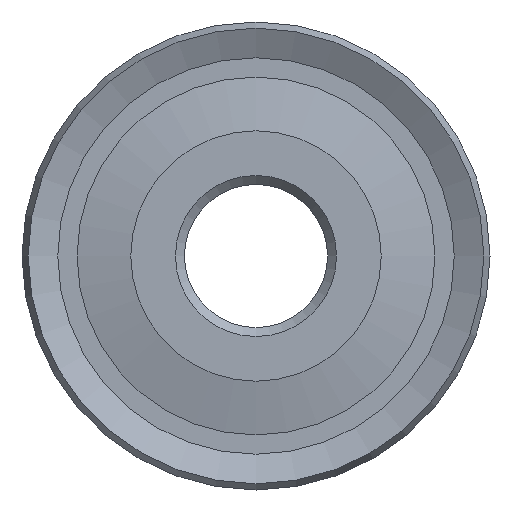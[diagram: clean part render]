
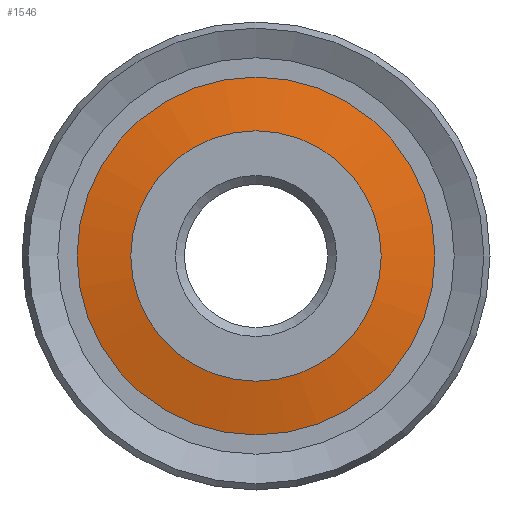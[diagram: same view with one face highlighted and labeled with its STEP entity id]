
A CAD part, left-side view. The second image highlights one B-rep face of the part: STEP entity #1546.
In plain terms, the highlighted conical face has half-angle 78.372 degrees and reference radius 10 mm.
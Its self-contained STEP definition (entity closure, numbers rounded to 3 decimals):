
#1437 = PLANE('',#1438);
#1438 = AXIS2_PLACEMENT_3D('',#1439,#1440,#1441);
#1439 = CARTESIAN_POINT('',(-7.,0.,0.));
#1440 = DIRECTION('',(1.,0.,0.));
#1441 = DIRECTION('',(0.,0.,1.));
#1463 = EDGE_CURVE('',#1464,#1464,#1466,.T.);
#1464 = VERTEX_POINT('',#1465);
#1465 = CARTESIAN_POINT('',(-7.,0.,7.));
#1466 = SURFACE_CURVE('',#1467,(#1472,#1479),.PCURVE_S1.);
#1467 = CIRCLE('',#1468,7.);
#1468 = AXIS2_PLACEMENT_3D('',#1469,#1470,#1471);
#1469 = CARTESIAN_POINT('',(-7.,0.,0.));
#1470 = DIRECTION('',(1.,0.,0.));
#1471 = DIRECTION('',(0.,0.,1.));
#1472 = PCURVE('',#1437,#1473);
#1473 = DEFINITIONAL_REPRESENTATION('',(#1474),#1478);
#1474 = CIRCLE('',#1475,7.);
#1475 = AXIS2_PLACEMENT_2D('',#1476,#1477);
#1476 = CARTESIAN_POINT('',(0.,0.));
#1477 = DIRECTION('',(1.,0.));
#1478 = ( GEOMETRIC_REPRESENTATION_CONTEXT(2) 
PARAMETRIC_REPRESENTATION_CONTEXT() REPRESENTATION_CONTEXT('2D SPACE',''
  ) );
#1479 = PCURVE('',#1480,#1485);
#1480 = CONICAL_SURFACE('',#1481,10.,1.368);
#1481 = AXIS2_PLACEMENT_3D('',#1482,#1483,#1484);
#1482 = CARTESIAN_POINT('',(-6.383,0.,0.));
#1483 = DIRECTION('',(1.,0.,0.));
#1484 = DIRECTION('',(0.,0.,1.));
#1485 = DEFINITIONAL_REPRESENTATION('',(#1486),#1490);
#1486 = LINE('',#1487,#1488);
#1487 = CARTESIAN_POINT('',(0.,-0.617));
#1488 = VECTOR('',#1489,1.);
#1489 = DIRECTION('',(1.,-0.));
#1490 = ( GEOMETRIC_REPRESENTATION_CONTEXT(2) 
PARAMETRIC_REPRESENTATION_CONTEXT() REPRESENTATION_CONTEXT('2D SPACE',''
  ) );
#1546 = ADVANCED_FACE('',(#1547),#1480,.T.);
#1547 = FACE_BOUND('',#1548,.F.);
#1548 = EDGE_LOOP('',(#1549,#1578,#1599,#1600));
#1549 = ORIENTED_EDGE('',*,*,#1550,.T.);
#1550 = EDGE_CURVE('',#1551,#1551,#1553,.T.);
#1551 = VERTEX_POINT('',#1552);
#1552 = CARTESIAN_POINT('',(-6.383,0.,10.));
#1553 = SURFACE_CURVE('',#1554,(#1559,#1566),.PCURVE_S1.);
#1554 = CIRCLE('',#1555,10.);
#1555 = AXIS2_PLACEMENT_3D('',#1556,#1557,#1558);
#1556 = CARTESIAN_POINT('',(-6.383,0.,0.));
#1557 = DIRECTION('',(1.,0.,0.));
#1558 = DIRECTION('',(0.,0.,1.));
#1559 = PCURVE('',#1480,#1560);
#1560 = DEFINITIONAL_REPRESENTATION('',(#1561),#1565);
#1561 = LINE('',#1562,#1563);
#1562 = CARTESIAN_POINT('',(0.,-0.));
#1563 = VECTOR('',#1564,1.);
#1564 = DIRECTION('',(1.,-0.));
#1565 = ( GEOMETRIC_REPRESENTATION_CONTEXT(2) 
PARAMETRIC_REPRESENTATION_CONTEXT() REPRESENTATION_CONTEXT('2D SPACE',''
  ) );
#1566 = PCURVE('',#1567,#1572);
#1567 = CYLINDRICAL_SURFACE('',#1568,10.);
#1568 = AXIS2_PLACEMENT_3D('',#1569,#1570,#1571);
#1569 = CARTESIAN_POINT('',(-6.183,0.,0.));
#1570 = DIRECTION('',(-1.,0.,0.));
#1571 = DIRECTION('',(0.,0.,1.));
#1572 = DEFINITIONAL_REPRESENTATION('',(#1573),#1577);
#1573 = LINE('',#1574,#1575);
#1574 = CARTESIAN_POINT('',(-0.,0.2));
#1575 = VECTOR('',#1576,1.);
#1576 = DIRECTION('',(-1.,0.));
#1577 = ( GEOMETRIC_REPRESENTATION_CONTEXT(2) 
PARAMETRIC_REPRESENTATION_CONTEXT() REPRESENTATION_CONTEXT('2D SPACE',''
  ) );
#1578 = ORIENTED_EDGE('',*,*,#1579,.T.);
#1579 = EDGE_CURVE('',#1551,#1464,#1580,.T.);
#1580 = SEAM_CURVE('',#1581,(#1585,#1592),.PCURVE_S1.);
#1581 = LINE('',#1582,#1583);
#1582 = CARTESIAN_POINT('',(-6.383,0.,10.));
#1583 = VECTOR('',#1584,1.);
#1584 = DIRECTION('',(-0.202,0.,-0.979));
#1585 = PCURVE('',#1480,#1586);
#1586 = DEFINITIONAL_REPRESENTATION('',(#1587),#1591);
#1587 = LINE('',#1588,#1589);
#1588 = CARTESIAN_POINT('',(0.,-0.));
#1589 = VECTOR('',#1590,1.);
#1590 = DIRECTION('',(0.,-1.));
#1591 = ( GEOMETRIC_REPRESENTATION_CONTEXT(2) 
PARAMETRIC_REPRESENTATION_CONTEXT() REPRESENTATION_CONTEXT('2D SPACE',''
  ) );
#1592 = PCURVE('',#1480,#1593);
#1593 = DEFINITIONAL_REPRESENTATION('',(#1594),#1598);
#1594 = LINE('',#1595,#1596);
#1595 = CARTESIAN_POINT('',(6.283,-0.));
#1596 = VECTOR('',#1597,1.);
#1597 = DIRECTION('',(0.,-1.));
#1598 = ( GEOMETRIC_REPRESENTATION_CONTEXT(2) 
PARAMETRIC_REPRESENTATION_CONTEXT() REPRESENTATION_CONTEXT('2D SPACE',''
  ) );
#1599 = ORIENTED_EDGE('',*,*,#1463,.F.);
#1600 = ORIENTED_EDGE('',*,*,#1579,.F.);
